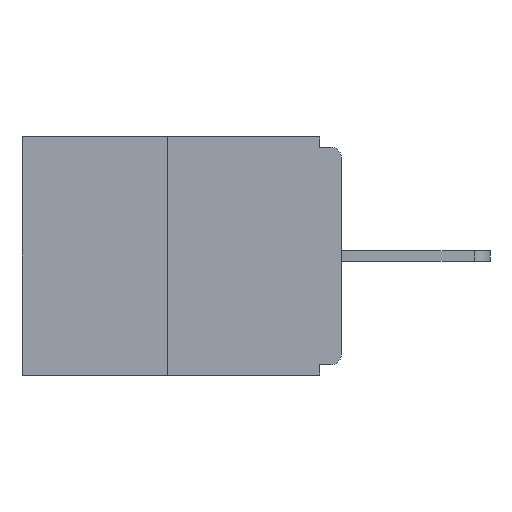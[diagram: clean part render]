
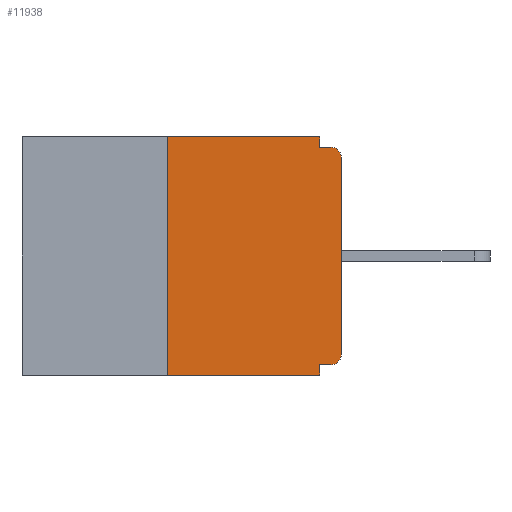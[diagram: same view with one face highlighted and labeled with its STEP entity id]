
A CAD part, left-side view. The second image highlights one B-rep face of the part: STEP entity #11938.
In plain terms, the highlighted planar face has unit normal (-1, 0, 0).
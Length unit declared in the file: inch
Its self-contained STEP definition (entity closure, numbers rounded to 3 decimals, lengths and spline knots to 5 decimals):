
#297 = VECTOR ( 'NONE', #19848, 39.37008 ) ;
#517 = CARTESIAN_POINT ( 'NONE',  ( 0., 0., 0. ) ) ;
#521 = LINE ( 'NONE', #9223, #22633 ) ;
#646 = CARTESIAN_POINT ( 'NONE',  ( 0., 0.015, -0.03 ) ) ;
#1110 = DIRECTION ( 'NONE',  ( 0., 0., -1. ) ) ;
#1168 = DIRECTION ( 'NONE',  ( 0., 0., -1. ) ) ;
#1434 = ORIENTED_EDGE ( 'NONE', *, *, #9822, .F. ) ;
#1644 = EDGE_LOOP ( 'NONE', ( #1434, #10705, #11268, #16501, #21658, #12927, #22205, #8764, #18137, #9323 ) ) ;
#1864 = CARTESIAN_POINT ( 'NONE',  ( 0., 0.031, -0.343 ) ) ;
#2407 = DIRECTION ( 'NONE',  ( 0., 0., -1. ) ) ;
#2561 = LINE ( 'NONE', #20214, #20576 ) ;
#3685 = EDGE_CURVE ( 'NONE', #19424, #15057, #12369, .T. ) ;
#4085 = CARTESIAN_POINT ( 'NONE',  ( 0., 0., -0.313 ) ) ;
#4191 = EDGE_CURVE ( 'NONE', #18661, #6628, #18901, .T. ) ;
#4778 = DIRECTION ( 'NONE',  ( 0., 0., 1. ) ) ;
#5091 = VERTEX_POINT ( 'NONE', #19129 ) ;
#5194 = EDGE_CURVE ( 'NONE', #11714, #7713, #11506, .T. ) ;
#5492 = LINE ( 'NONE', #17755, #9631 ) ;
#5695 = CARTESIAN_POINT ( 'NONE',  ( 0., 0.031, -0.328 ) ) ;
#5822 = CARTESIAN_POINT ( 'NONE',  ( 0., 0.031, 0. ) ) ;
#6029 = DIRECTION ( 'NONE',  ( 0., -1., 0. ) ) ;
#6628 = VERTEX_POINT ( 'NONE', #14670 ) ;
#7075 = LINE ( 'NONE', #20052, #20540 ) ;
#7339 = CARTESIAN_POINT ( 'NONE',  ( 0., 0.015, -0.015 ) ) ;
#7602 = VERTEX_POINT ( 'NONE', #4085 ) ;
#7713 = VERTEX_POINT ( 'NONE', #20236 ) ;
#7798 = VERTEX_POINT ( 'NONE', #15216 ) ;
#8764 = ORIENTED_EDGE ( 'NONE', *, *, #13909, .T. ) ;
#8852 = FACE_OUTER_BOUND ( 'NONE', #1644, .T. ) ;
#8979 = DIRECTION ( 'NONE',  ( 0., -1., 0. ) ) ;
#9223 = CARTESIAN_POINT ( 'NONE',  ( 0., 0., -0.015 ) ) ;
#9301 = VERTEX_POINT ( 'NONE', #7339 ) ;
#9323 = ORIENTED_EDGE ( 'NONE', *, *, #4191, .F. ) ;
#9631 = VECTOR ( 'NONE', #8979, 39.37008 ) ;
#9720 = DIRECTION ( 'NONE',  ( 0., 1., 0. ) ) ;
#9822 = EDGE_CURVE ( 'NONE', #15057, #18661, #5492, .T. ) ;
#10705 = ORIENTED_EDGE ( 'NONE', *, *, #3685, .F. ) ;
#11012 = VECTOR ( 'NONE', #12738, 39.37008 ) ;
#11014 = DIRECTION ( 'NONE',  ( 0., -1., 0. ) ) ;
#11268 = ORIENTED_EDGE ( 'NONE', *, *, #18761, .T. ) ;
#11506 = LINE ( 'NONE', #1864, #15626 ) ;
#11584 = DIRECTION ( 'NONE',  ( -1., 0., 0. ) ) ;
#11636 = DIRECTION ( 'NONE',  ( 1., 0., 0. ) ) ;
#11714 = VERTEX_POINT ( 'NONE', #5695 ) ;
#11938 = ADVANCED_FACE ( 'NONE', ( #8852 ), #20331, .F. ) ;
#12369 = LINE ( 'NONE', #19277, #13480 ) ;
#12738 = DIRECTION ( 'NONE',  ( 0., 0., 1. ) ) ;
#12810 = CARTESIAN_POINT ( 'NONE',  ( 0., 0.031, 0. ) ) ;
#12870 = DIRECTION ( 'NONE',  ( -1., 0., 0. ) ) ;
#12927 = ORIENTED_EDGE ( 'NONE', *, *, #22159, .T. ) ;
#13480 = VECTOR ( 'NONE', #4778, 39.37008 ) ;
#13909 = EDGE_CURVE ( 'NONE', #7798, #9301, #15411, .T. ) ;
#14214 = AXIS2_PLACEMENT_3D ( 'NONE', #22022, #11584, #1110 ) ;
#14670 = CARTESIAN_POINT ( 'NONE',  ( 0., 0.031, -0.015 ) ) ;
#14870 = CARTESIAN_POINT ( 'NONE',  ( 0., 0.25, -0.343 ) ) ;
#14899 = AXIS2_PLACEMENT_3D ( 'NONE', #646, #12870, #2407 ) ;
#15057 = VERTEX_POINT ( 'NONE', #21195 ) ;
#15216 = CARTESIAN_POINT ( 'NONE',  ( 0., 0., -0.03 ) ) ;
#15411 = CIRCLE ( 'NONE', #14899, 0.015 ) ;
#15626 = VECTOR ( 'NONE', #17622, 39.37008 ) ;
#16501 = ORIENTED_EDGE ( 'NONE', *, *, #5194, .F. ) ;
#16572 = EDGE_CURVE ( 'NONE', #6628, #9301, #521, .T. ) ;
#16776 = AXIS2_PLACEMENT_3D ( 'NONE', #22082, #11636, #1168 ) ;
#17622 = DIRECTION ( 'NONE',  ( 0., 0., -1. ) ) ;
#17755 = CARTESIAN_POINT ( 'NONE',  ( 0., 0.46, 0. ) ) ;
#17792 = EDGE_CURVE ( 'NONE', #7602, #7798, #20316, .T. ) ;
#17966 = EDGE_CURVE ( 'NONE', #5091, #11714, #2561, .T. ) ;
#18137 = ORIENTED_EDGE ( 'NONE', *, *, #16572, .F. ) ;
#18661 = VERTEX_POINT ( 'NONE', #12810 ) ;
#18761 = EDGE_CURVE ( 'NONE', #19424, #7713, #7075, .T. ) ;
#18901 = LINE ( 'NONE', #5822, #297 ) ;
#19020 = CIRCLE ( 'NONE', #14214, 0.015 ) ;
#19129 = CARTESIAN_POINT ( 'NONE',  ( 0., 0.015, -0.328 ) ) ;
#19277 = CARTESIAN_POINT ( 'NONE',  ( 0., 0.25, 0. ) ) ;
#19424 = VERTEX_POINT ( 'NONE', #14870 ) ;
#19848 = DIRECTION ( 'NONE',  ( 0., 0., -1. ) ) ;
#20052 = CARTESIAN_POINT ( 'NONE',  ( 0., 0.46, -0.343 ) ) ;
#20214 = CARTESIAN_POINT ( 'NONE',  ( 0., 0., -0.328 ) ) ;
#20236 = CARTESIAN_POINT ( 'NONE',  ( 0., 0.031, -0.343 ) ) ;
#20316 = LINE ( 'NONE', #517, #11012 ) ;
#20331 = PLANE ( 'NONE',  #16776 ) ;
#20540 = VECTOR ( 'NONE', #6029, 39.37008 ) ;
#20576 = VECTOR ( 'NONE', #9720, 39.37008 ) ;
#21195 = CARTESIAN_POINT ( 'NONE',  ( 0., 0.25, 0. ) ) ;
#21658 = ORIENTED_EDGE ( 'NONE', *, *, #17966, .F. ) ;
#22022 = CARTESIAN_POINT ( 'NONE',  ( 0., 0.015, -0.313 ) ) ;
#22082 = CARTESIAN_POINT ( 'NONE',  ( 0., 0.46, 0. ) ) ;
#22159 = EDGE_CURVE ( 'NONE', #5091, #7602, #19020, .T. ) ;
#22205 = ORIENTED_EDGE ( 'NONE', *, *, #17792, .T. ) ;
#22633 = VECTOR ( 'NONE', #11014, 39.37008 ) ;
